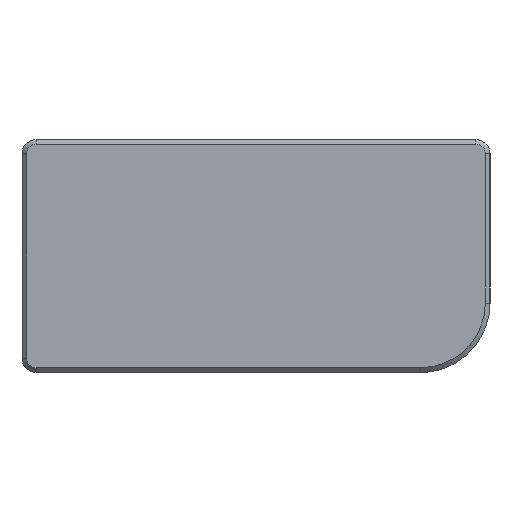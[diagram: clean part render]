
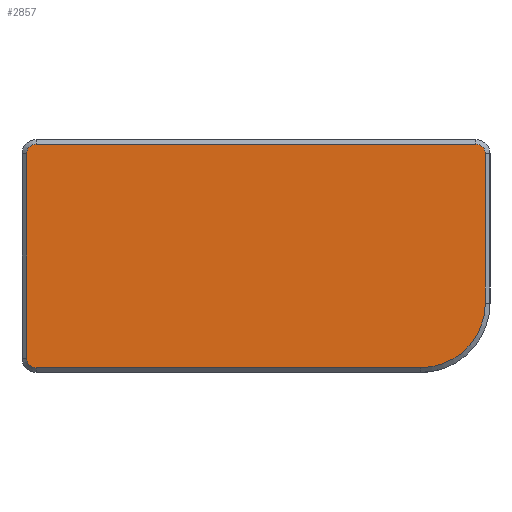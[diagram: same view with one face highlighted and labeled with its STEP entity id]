
A CAD part, left-side view. The second image highlights one B-rep face of the part: STEP entity #2857.
In plain terms, the highlighted planar face has unit normal (-1, 0, 0).
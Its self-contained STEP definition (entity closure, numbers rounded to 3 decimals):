
#266=LINE('',#4702,#512);
#272=LINE('',#4717,#518);
#276=LINE('',#4729,#522);
#279=LINE('',#4740,#525);
#512=VECTOR('',#3735,10.);
#518=VECTOR('',#3749,10.);
#522=VECTOR('',#3761,10.);
#525=VECTOR('',#3772,10.);
#672=PLANE('',#3132);
#793=FACE_OUTER_BOUND('',#963,.T.);
#963=EDGE_LOOP('',(#2391,#2392,#2393,#2394,#2395,#2396,#2397,#2398));
#1118=CIRCLE('',#3111,0.4);
#1120=CIRCLE('',#3115,0.4);
#1122=CIRCLE('',#3119,2.75);
#1124=CIRCLE('',#3123,0.4);
#1336=VERTEX_POINT('',#4698);
#1338=VERTEX_POINT('',#4701);
#1340=VERTEX_POINT('',#4707);
#1343=VERTEX_POINT('',#4715);
#1344=VERTEX_POINT('',#4719);
#1347=VERTEX_POINT('',#4727);
#1348=VERTEX_POINT('',#4731);
#1350=VERTEX_POINT('',#4737);
#1688=EDGE_CURVE('',#1338,#1336,#266,.T.);
#1692=EDGE_CURVE('',#1336,#1340,#1118,.T.);
#1696=EDGE_CURVE('',#1340,#1343,#272,.T.);
#1698=EDGE_CURVE('',#1343,#1344,#1120,.T.);
#1702=EDGE_CURVE('',#1344,#1347,#276,.T.);
#1704=EDGE_CURVE('',#1347,#1348,#1122,.T.);
#1707=EDGE_CURVE('',#1348,#1350,#279,.T.);
#1709=EDGE_CURVE('',#1350,#1338,#1124,.T.);
#2391=ORIENTED_EDGE('',*,*,#1688,.T.);
#2392=ORIENTED_EDGE('',*,*,#1692,.T.);
#2393=ORIENTED_EDGE('',*,*,#1696,.T.);
#2394=ORIENTED_EDGE('',*,*,#1698,.T.);
#2395=ORIENTED_EDGE('',*,*,#1702,.T.);
#2396=ORIENTED_EDGE('',*,*,#1704,.T.);
#2397=ORIENTED_EDGE('',*,*,#1707,.T.);
#2398=ORIENTED_EDGE('',*,*,#1709,.T.);
#2857=ADVANCED_FACE('',(#793),#672,.F.);
#3111=AXIS2_PLACEMENT_3D('',#4710,#3741,#3742);
#3115=AXIS2_PLACEMENT_3D('',#4722,#3753,#3754);
#3119=AXIS2_PLACEMENT_3D('',#4734,#3765,#3766);
#3123=AXIS2_PLACEMENT_3D('',#4743,#3776,#3777);
#3132=AXIS2_PLACEMENT_3D('',#4793,#3806,#3807);
#3735=DIRECTION('',(0.,1.,0.));
#3741=DIRECTION('center_axis',(-1.,0.,0.));
#3742=DIRECTION('ref_axis',(0.,0.707,0.707));
#3749=DIRECTION('',(0.,0.,-1.));
#3753=DIRECTION('center_axis',(-1.,0.,0.));
#3754=DIRECTION('ref_axis',(0.,0.707,-0.707));
#3761=DIRECTION('',(0.,-1.,0.));
#3765=DIRECTION('center_axis',(-1.,0.,0.));
#3766=DIRECTION('ref_axis',(0.,-0.707,-0.707));
#3772=DIRECTION('',(0.,0.,1.));
#3776=DIRECTION('center_axis',(-1.,0.,0.));
#3777=DIRECTION('ref_axis',(0.,-0.707,0.707));
#3806=DIRECTION('center_axis',(1.,0.,0.));
#3807=DIRECTION('ref_axis',(0.,1.,0.));
#4698=CARTESIAN_POINT('',(-15.85,14.752,9.75));
#4701=CARTESIAN_POINT('',(-15.85,-3.948,9.75));
#4702=CARTESIAN_POINT('',(-15.85,0.402,9.75));
#4707=CARTESIAN_POINT('',(-15.85,15.152,9.35));
#4710=CARTESIAN_POINT('Origin',(-15.85,14.752,9.35));
#4715=CARTESIAN_POINT('',(-15.85,15.152,0.65));
#4717=CARTESIAN_POINT('',(-15.85,15.152,0.));
#4719=CARTESIAN_POINT('',(-15.85,14.752,0.25));
#4722=CARTESIAN_POINT('Origin',(-15.85,14.752,0.65));
#4727=CARTESIAN_POINT('',(-15.85,-1.598,0.25));
#4729=CARTESIAN_POINT('',(-15.85,0.402,0.25));
#4731=CARTESIAN_POINT('',(-15.85,-4.348,3.));
#4734=CARTESIAN_POINT('Origin',(-15.85,-1.598,3.));
#4737=CARTESIAN_POINT('',(-15.85,-4.348,9.35));
#4740=CARTESIAN_POINT('',(-15.85,-4.348,0.));
#4743=CARTESIAN_POINT('Origin',(-15.85,-3.948,9.35));
#4793=CARTESIAN_POINT('Origin',(-15.85,-4.598,0.));
